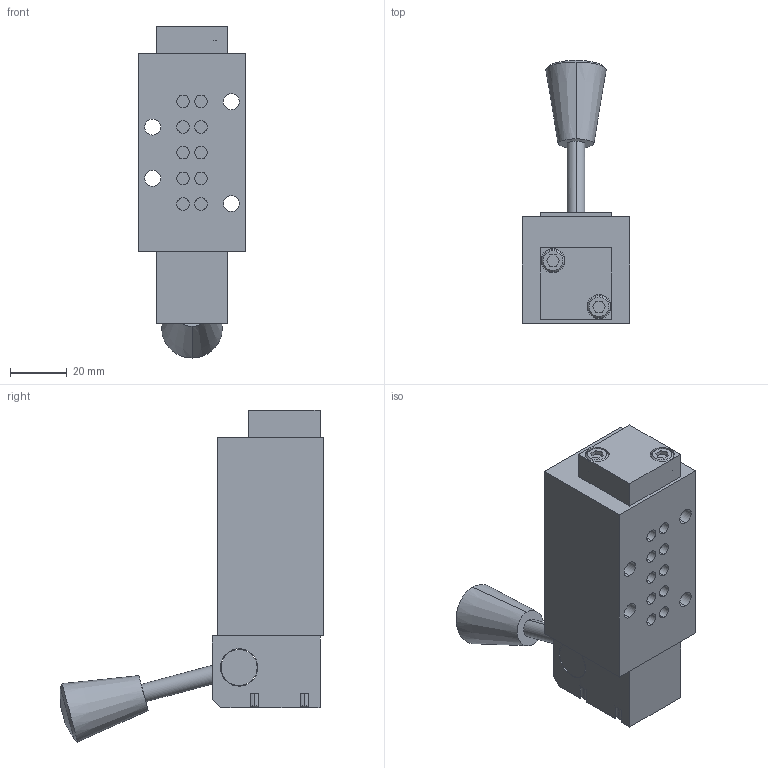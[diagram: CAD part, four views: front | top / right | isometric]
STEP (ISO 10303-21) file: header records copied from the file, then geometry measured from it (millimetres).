
FILE_DESCRIPTION((''),'2;1');
FILE_NAME('ILCP7103000','2006-11-28T',('KR'),(''),'PRO/ENGINEER BY PARAMETRIC TECHNOLOGY CORPORATION, 2005180','PRO/ENGINEER BY PARAMETRIC TECHNOLOGY CORPORATION, 2005180','');
FILE_SCHEMA(('AUTOMOTIVE_DESIGN_CC2 { 1 2 10303 214 -1 1 5 2 }'));
Length unit declared in the file: inch
Products named in the file (1): ILCP7103000
Bounding box: 38.1 x 92.95 x 117.18 mm (x, y, z)
Volume: 131163.2 mm3; surface area: 27608.6 mm2
Topology: 2 solids, 2 shells, 177 faces, 411 edges, 264 vertices
Faces by surface type: plane 94, cylinder 65, cone 18
Entity records: 5417 total; most frequent: CARTESIAN_POINT 922, DIRECTION 907, ORIENTED_EDGE 822, EDGE_CURVE 411, AXIS2_PLACEMENT_3D 325, VERTEX_POINT 264, VECTOR 257, LINE 257
